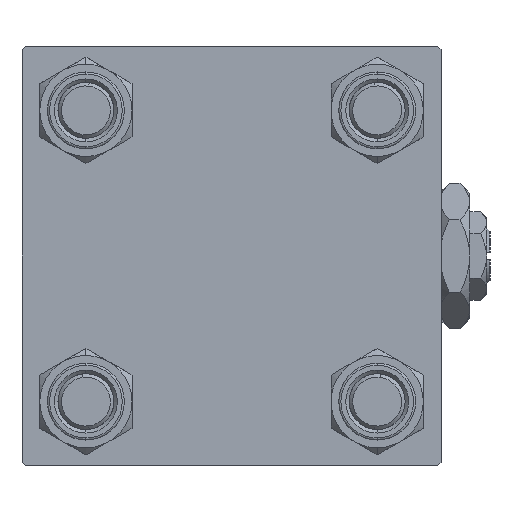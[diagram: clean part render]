
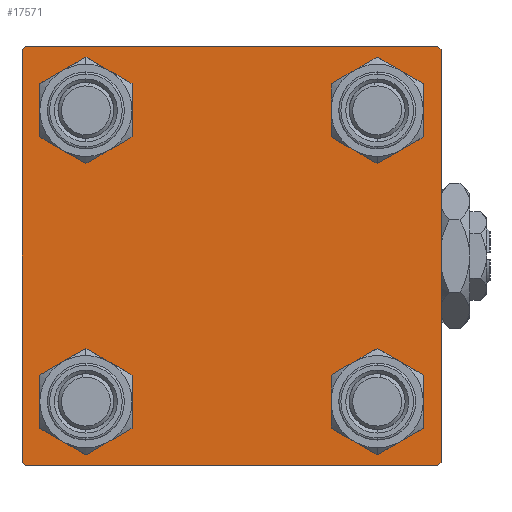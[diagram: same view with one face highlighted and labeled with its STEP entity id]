
A CAD part, left-side view. The second image highlights one B-rep face of the part: STEP entity #17571.
In plain terms, the highlighted planar face has unit normal (-1, 0, 0).
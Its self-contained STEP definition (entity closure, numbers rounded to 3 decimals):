
#32 = CARTESIAN_POINT ( 'NONE',  ( 0., 20.85, 16.35 ) ) ;
#1240 = CARTESIAN_POINT ( 'NONE',  ( 0., 20.85, -16.35 ) ) ;
#1551 = VERTEX_POINT ( 'NONE', #32 ) ;
#2024 = CARTESIAN_POINT ( 'NONE',  ( 0., -30., -29.5 ) ) ;
#2085 = VERTEX_POINT ( 'NONE', #37124 ) ;
#2376 = LINE ( 'NONE', #11484, #49172 ) ;
#2434 = CARTESIAN_POINT ( 'NONE',  ( 0., -20.85, 25.35 ) ) ;
#3055 = DIRECTION ( 'NONE',  ( 0., -1., 0. ) ) ;
#3215 = CIRCLE ( 'NONE', #13489, 4.5 ) ;
#3634 = CARTESIAN_POINT ( 'NONE',  ( 0., -20.85, -20.85 ) ) ;
#3882 = DIRECTION ( 'NONE',  ( 0., 0., -1. ) ) ;
#4171 = CARTESIAN_POINT ( 'NONE',  ( 0., -29.75, -29.75 ) ) ;
#4194 = DIRECTION ( 'NONE',  ( 0., -0.707, -0.707 ) ) ;
#4731 = VERTEX_POINT ( 'NONE', #1240 ) ;
#4877 = VERTEX_POINT ( 'NONE', #51509 ) ;
#4959 = EDGE_LOOP ( 'NONE', ( #18462, #42775 ) ) ;
#5021 = EDGE_CURVE ( 'NONE', #43112, #35793, #31975, .T. ) ;
#5062 = DIRECTION ( 'NONE',  ( 0., 0., 1. ) ) ;
#5256 = ORIENTED_EDGE ( 'NONE', *, *, #13747, .T. ) ;
#6218 = CARTESIAN_POINT ( 'NONE',  ( 0., -20.85, 20.85 ) ) ;
#6395 = EDGE_CURVE ( 'NONE', #21769, #27002, #23720, .T. ) ;
#6544 = EDGE_CURVE ( 'NONE', #49409, #2085, #35297, .T. ) ;
#7390 = DIRECTION ( 'NONE',  ( 0., 0.707, -0.707 ) ) ;
#7942 = VERTEX_POINT ( 'NONE', #20424 ) ;
#8022 = VECTOR ( 'NONE', #7390, 1000. ) ;
#8142 = EDGE_LOOP ( 'NONE', ( #13137, #15964 ) ) ;
#8233 = ORIENTED_EDGE ( 'NONE', *, *, #33026, .T. ) ;
#8547 = DIRECTION ( 'NONE',  ( 0., 0., 1. ) ) ;
#9766 = CARTESIAN_POINT ( 'NONE',  ( 0., 30., 30. ) ) ;
#10102 = CIRCLE ( 'NONE', #34834, 4.5 ) ;
#10131 = CIRCLE ( 'NONE', #23815, 4.5 ) ;
#10629 = VERTEX_POINT ( 'NONE', #2434 ) ;
#11086 = DIRECTION ( 'NONE',  ( 0., -1., 0. ) ) ;
#11484 = CARTESIAN_POINT ( 'NONE',  ( 0., 30., 30. ) ) ;
#11705 = EDGE_CURVE ( 'NONE', #27002, #14284, #2376, .T. ) ;
#12561 = PLANE ( 'NONE',  #44273 ) ;
#12823 = CARTESIAN_POINT ( 'NONE',  ( 0., 0., 0. ) ) ;
#12831 = DIRECTION ( 'NONE',  ( 0., 0., 1. ) ) ;
#13137 = ORIENTED_EDGE ( 'NONE', *, *, #14058, .T. ) ;
#13489 = AXIS2_PLACEMENT_3D ( 'NONE', #23279, #20269, #14971 ) ;
#13747 = EDGE_CURVE ( 'NONE', #17996, #1551, #33899, .T. ) ;
#13988 = DIRECTION ( 'NONE',  ( 0., 0., 1. ) ) ;
#14058 = EDGE_CURVE ( 'NONE', #2085, #49409, #15136, .T. ) ;
#14284 = VERTEX_POINT ( 'NONE', #46876 ) ;
#14648 = VECTOR ( 'NONE', #11086, 1000. ) ;
#14841 = EDGE_LOOP ( 'NONE', ( #8233, #47263 ) ) ;
#14971 = DIRECTION ( 'NONE',  ( 0., 0., 1. ) ) ;
#15136 = CIRCLE ( 'NONE', #24568, 4.5 ) ;
#15145 = CARTESIAN_POINT ( 'NONE',  ( 0., 29.75, 29.75 ) ) ;
#15453 = VECTOR ( 'NONE', #3882, 1000. ) ;
#15886 = EDGE_CURVE ( 'NONE', #10629, #4877, #10102, .T. ) ;
#15964 = ORIENTED_EDGE ( 'NONE', *, *, #6544, .T. ) ;
#16164 = AXIS2_PLACEMENT_3D ( 'NONE', #34325, #43129, #13988 ) ;
#16788 = DIRECTION ( 'NONE',  ( 0., 0., 1. ) ) ;
#17186 = ORIENTED_EDGE ( 'NONE', *, *, #28208, .T. ) ;
#17571 = ADVANCED_FACE ( 'NONE', ( #28621, #24878, #49477, #37156, #28348 ), #12561, .T. ) ;
#17996 = VERTEX_POINT ( 'NONE', #35451 ) ;
#18462 = ORIENTED_EDGE ( 'NONE', *, *, #15886, .T. ) ;
#18927 = CARTESIAN_POINT ( 'NONE',  ( 0., -29.5, -30. ) ) ;
#18999 = ORIENTED_EDGE ( 'NONE', *, *, #32314, .F. ) ;
#19416 = EDGE_CURVE ( 'NONE', #4877, #10629, #3215, .T. ) ;
#19959 = DIRECTION ( 'NONE',  ( 1., 0., 0. ) ) ;
#20209 = VECTOR ( 'NONE', #3055, 1000. ) ;
#20269 = DIRECTION ( 'NONE',  ( 1., 0., 0. ) ) ;
#20424 = CARTESIAN_POINT ( 'NONE',  ( 0., 20.85, -25.35 ) ) ;
#21197 = CARTESIAN_POINT ( 'NONE',  ( 0., -29.5, 30. ) ) ;
#21423 = CARTESIAN_POINT ( 'NONE',  ( 0., 20.85, 20.85 ) ) ;
#21443 = ORIENTED_EDGE ( 'NONE', *, *, #5021, .T. ) ;
#21625 = ORIENTED_EDGE ( 'NONE', *, *, #35034, .T. ) ;
#21769 = VERTEX_POINT ( 'NONE', #41726 ) ;
#22783 = AXIS2_PLACEMENT_3D ( 'NONE', #21423, #29698, #25696 ) ;
#23279 = CARTESIAN_POINT ( 'NONE',  ( 0., -20.85, 20.85 ) ) ;
#23720 = LINE ( 'NONE', #15145, #8022 ) ;
#23815 = AXIS2_PLACEMENT_3D ( 'NONE', #29611, #37631, #16788 ) ;
#24343 = ORIENTED_EDGE ( 'NONE', *, *, #36841, .F. ) ;
#24371 = DIRECTION ( 'NONE',  ( 1., 0., 0. ) ) ;
#24568 = AXIS2_PLACEMENT_3D ( 'NONE', #30087, #46407, #8547 ) ;
#24878 = FACE_BOUND ( 'NONE', #8142, .T. ) ;
#25696 = DIRECTION ( 'NONE',  ( 0., 0., 1. ) ) ;
#25875 = EDGE_CURVE ( 'NONE', #7942, #4731, #10131, .T. ) ;
#25918 = AXIS2_PLACEMENT_3D ( 'NONE', #3634, #19959, #36254 ) ;
#26390 = VERTEX_POINT ( 'NONE', #48165 ) ;
#27002 = VERTEX_POINT ( 'NONE', #34710 ) ;
#27237 = EDGE_LOOP ( 'NONE', ( #31942, #36054, #47976, #21443, #18999, #21625, #24343, #45905 ) ) ;
#27901 = DIRECTION ( 'NONE',  ( 0., 0.707, 0.707 ) ) ;
#28208 = EDGE_CURVE ( 'NONE', #1551, #17996, #52913, .T. ) ;
#28347 = VERTEX_POINT ( 'NONE', #21197 ) ;
#28348 = FACE_OUTER_BOUND ( 'NONE', #27237, .T. ) ;
#28621 = FACE_BOUND ( 'NONE', #4959, .T. ) ;
#29611 = CARTESIAN_POINT ( 'NONE',  ( 0., 20.85, -20.85 ) ) ;
#29698 = DIRECTION ( 'NONE',  ( 1., 0., 0. ) ) ;
#30087 = CARTESIAN_POINT ( 'NONE',  ( 0., -20.85, -20.85 ) ) ;
#31443 = LINE ( 'NONE', #36227, #15453 ) ;
#31710 = DIRECTION ( 'NONE',  ( 0., -0.707, 0.707 ) ) ;
#31723 = CIRCLE ( 'NONE', #46271, 4.5 ) ;
#31942 = ORIENTED_EDGE ( 'NONE', *, *, #11705, .T. ) ;
#31975 = LINE ( 'NONE', #4171, #43928 ) ;
#32314 = EDGE_CURVE ( 'NONE', #41468, #35793, #31443, .T. ) ;
#33026 = EDGE_CURVE ( 'NONE', #4731, #7942, #31723, .T. ) ;
#33899 = CIRCLE ( 'NONE', #22783, 4.5 ) ;
#34325 = CARTESIAN_POINT ( 'NONE',  ( 0., 20.85, 20.85 ) ) ;
#34710 = CARTESIAN_POINT ( 'NONE',  ( 0., 30., 29.5 ) ) ;
#34834 = AXIS2_PLACEMENT_3D ( 'NONE', #6218, #38567, #39105 ) ;
#35034 = EDGE_CURVE ( 'NONE', #41468, #28347, #42624, .T. ) ;
#35297 = CIRCLE ( 'NONE', #25918, 4.5 ) ;
#35451 = CARTESIAN_POINT ( 'NONE',  ( 0., 20.85, 25.35 ) ) ;
#35534 = VECTOR ( 'NONE', #4194, 1000. ) ;
#35793 = VERTEX_POINT ( 'NONE', #2024 ) ;
#36054 = ORIENTED_EDGE ( 'NONE', *, *, #47042, .T. ) ;
#36227 = CARTESIAN_POINT ( 'NONE',  ( 0., -30., 30. ) ) ;
#36254 = DIRECTION ( 'NONE',  ( 0., 0., 1. ) ) ;
#36841 = EDGE_CURVE ( 'NONE', #21769, #28347, #46394, .T. ) ;
#37124 = CARTESIAN_POINT ( 'NONE',  ( 0., -20.85, -16.35 ) ) ;
#37156 = FACE_BOUND ( 'NONE', #43003, .T. ) ;
#37631 = DIRECTION ( 'NONE',  ( 1., 0., 0. ) ) ;
#38567 = DIRECTION ( 'NONE',  ( 1., 0., 0. ) ) ;
#39105 = DIRECTION ( 'NONE',  ( 0., 0., 1. ) ) ;
#39700 = LINE ( 'NONE', #40495, #20209 ) ;
#40022 = CARTESIAN_POINT ( 'NONE',  ( 0., 29.75, -29.75 ) ) ;
#40495 = CARTESIAN_POINT ( 'NONE',  ( 0., 30., -30. ) ) ;
#41468 = VERTEX_POINT ( 'NONE', #48649 ) ;
#41726 = CARTESIAN_POINT ( 'NONE',  ( 0., 29.5, 30. ) ) ;
#42017 = VECTOR ( 'NONE', #27901, 1000. ) ;
#42624 = LINE ( 'NONE', #43675, #42017 ) ;
#42775 = ORIENTED_EDGE ( 'NONE', *, *, #19416, .T. ) ;
#43003 = EDGE_LOOP ( 'NONE', ( #5256, #17186 ) ) ;
#43112 = VERTEX_POINT ( 'NONE', #18927 ) ;
#43129 = DIRECTION ( 'NONE',  ( 1., 0., 0. ) ) ;
#43570 = DIRECTION ( 'NONE',  ( 0., 0., -1. ) ) ;
#43675 = CARTESIAN_POINT ( 'NONE',  ( 0., -29.75, 29.75 ) ) ;
#43928 = VECTOR ( 'NONE', #31710, 1000. ) ;
#44273 = AXIS2_PLACEMENT_3D ( 'NONE', #12823, #44928, #5062 ) ;
#44928 = DIRECTION ( 'NONE',  ( -1., 0., 0. ) ) ;
#44940 = CARTESIAN_POINT ( 'NONE',  ( 0., 20.85, -20.85 ) ) ;
#45905 = ORIENTED_EDGE ( 'NONE', *, *, #6395, .T. ) ;
#46271 = AXIS2_PLACEMENT_3D ( 'NONE', #44940, #24371, #12831 ) ;
#46394 = LINE ( 'NONE', #9766, #14648 ) ;
#46407 = DIRECTION ( 'NONE',  ( 1., 0., 0. ) ) ;
#46876 = CARTESIAN_POINT ( 'NONE',  ( 0., 30., -29.5 ) ) ;
#47042 = EDGE_CURVE ( 'NONE', #14284, #26390, #49122, .T. ) ;
#47263 = ORIENTED_EDGE ( 'NONE', *, *, #25875, .T. ) ;
#47976 = ORIENTED_EDGE ( 'NONE', *, *, #48496, .T. ) ;
#48165 = CARTESIAN_POINT ( 'NONE',  ( 0., 29.5, -30. ) ) ;
#48496 = EDGE_CURVE ( 'NONE', #26390, #43112, #39700, .T. ) ;
#48649 = CARTESIAN_POINT ( 'NONE',  ( 0., -30., 29.5 ) ) ;
#49122 = LINE ( 'NONE', #40022, #35534 ) ;
#49172 = VECTOR ( 'NONE', #43570, 1000. ) ;
#49409 = VERTEX_POINT ( 'NONE', #50557 ) ;
#49477 = FACE_BOUND ( 'NONE', #14841, .T. ) ;
#50557 = CARTESIAN_POINT ( 'NONE',  ( 0., -20.85, -25.35 ) ) ;
#51509 = CARTESIAN_POINT ( 'NONE',  ( 0., -20.85, 16.35 ) ) ;
#52913 = CIRCLE ( 'NONE', #16164, 4.5 ) ;
